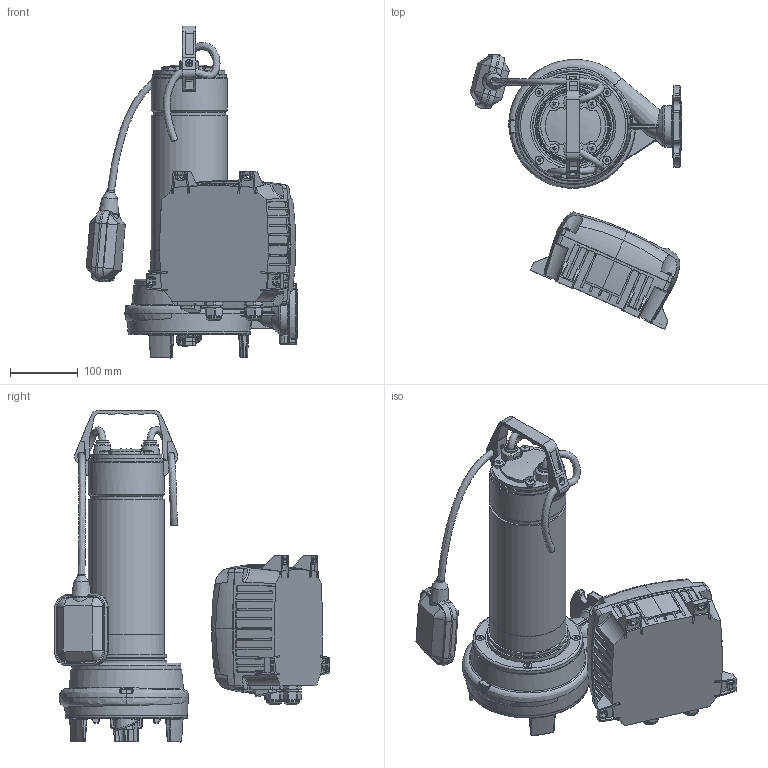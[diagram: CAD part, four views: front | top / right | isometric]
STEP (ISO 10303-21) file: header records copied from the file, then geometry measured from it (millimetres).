
FILE_DESCRIPTION(('STEP AP214'),'2;1');
FILE_NAME('4_93_436_02_REV00.stp','2016-03-23T09:10:12',(''),(''),'2015.2.119','THINKDESIGN','');
FILE_SCHEMA(('AUTOMOTIVE_DESIGN'));
Length unit declared in the file: millimetre
Bounding box: 311.47 x 404.01 x 488.7 mm (x, y, z)
Volume: 8693614.3 mm3; surface area: 748824.1 mm2
Topology: 37 solids, 37 shells, 2123 faces, 5659 edges, 3666 vertices
Faces by surface type: plane 967, bspline 680, cylinder 476
Full cylindrical faces by diameter (mm): 1.5 x4, 3.5 x4, 4.2 x2, 5 x4, 5.5 x2, 6 x16, 6.5 x4, 6.6 x2, 6.9 x4, 8.917 x8, 10 x3, 10.5 x2, 11 x2, 11.5 x1, 12 x4, 13.25 x2, 14.66 x2, 20 x4, 20.1 x2, 20.3 x2, 21 x1, 22 x2, 23 x2, 24 x1, 27.9 x2, 29 x1, 30 x1, 45 x1, 50 x1, 81.5 x1
Entity records: 196739 total; most frequent: CARTESIAN_POINT 128439, ORIENTED_EDGE 11268, DIRECTION 8441, EDGE_CURVE 5634, VERTEX_POINT 3664, AXIS2_PLACEMENT_3D 2931, VECTOR 2579, LINE 2579
